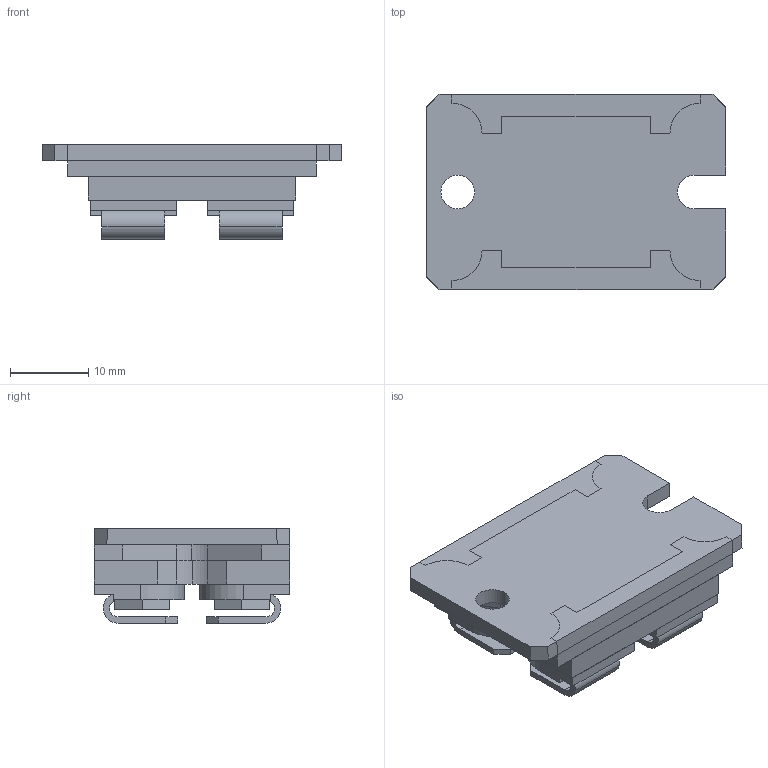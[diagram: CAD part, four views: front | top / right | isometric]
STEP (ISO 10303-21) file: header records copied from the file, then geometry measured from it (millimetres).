
FILE_DESCRIPTION((''),'2;1');
FILE_NAME('ISOTOP_flip.stp','2009-05-28T12:43:16',(''),(''),'Mechanical Desktop 2006','Mechanical Desktop 2006',', , ');
FILE_SCHEMA(('AUTOMOTIVE_DESIGN { 1 2 10303 214 0 1 1 1 }'));
Length unit declared in the file: millimetre
Products named in the file (1): Product
Bounding box: 38.2 x 24.96 x 12.04 mm (x, y, z)
Volume: 6639.9 mm3; surface area: 8397.9 mm2
Topology: 17 solids, 17 shells, 233 faces, 597 edges, 398 vertices
Faces by surface type: plane 164, cylinder 68, bspline 1
Entity records: 7126 total; most frequent: CARTESIAN_POINT 1232, DIRECTION 1199, ORIENTED_EDGE 1194, EDGE_CURVE 597, VECTOR 461, LINE 461, VERTEX_POINT 398, AXIS2_PLACEMENT_3D 369
